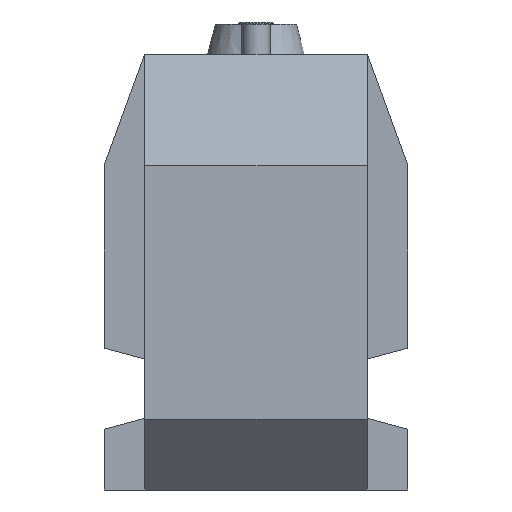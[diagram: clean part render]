
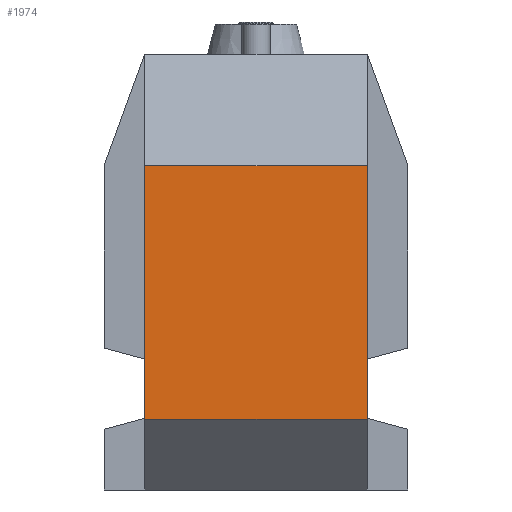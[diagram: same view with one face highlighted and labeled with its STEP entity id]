
A CAD part, left-side view. The second image highlights one B-rep face of the part: STEP entity #1974.
In plain terms, the highlighted planar face has unit normal (-1, 0, 0).
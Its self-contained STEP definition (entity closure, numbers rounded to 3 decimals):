
#1974=ADVANCED_FACE('',(#9520),#9522,.T.);
#9520=FACE_BOUND('',#9521,.T.);
#9521=EDGE_LOOP('',(#15544,#15545,#15546,#15547));
#9522=PLANE('',#9523);
#9523=AXIS2_PLACEMENT_3D('',#9524,#9525,#9526);
#9524=CARTESIAN_POINT('',(-147.5,-75.,107.5));
#9525=DIRECTION('',(-1.,0.,0.));
#9526=DIRECTION('',(0.,1.,0.));
#15544=ORIENTED_EDGE('',*,*,#19545,.T.);
#15545=ORIENTED_EDGE('',*,*,#19606,.T.);
#15546=ORIENTED_EDGE('',*,*,#19571,.T.);
#15547=ORIENTED_EDGE('',*,*,#19607,.T.);
#19545=EDGE_CURVE('',#21839,#21837,#21840,.F.);
#19571=EDGE_CURVE('',#21886,#21884,#21887,.F.);
#19606=EDGE_CURVE('',#21837,#21886,#21942,.F.);
#19607=EDGE_CURVE('',#21884,#21839,#21943,.F.);
#21837=VERTEX_POINT('',#25916);
#21839=VERTEX_POINT('',#25920);
#21840=LINE('',#25921,#25922);
#21884=VERTEX_POINT('',#26020);
#21886=VERTEX_POINT('',#26024);
#21887=LINE('',#26025,#26026);
#21942=LINE('',#26150,#26151);
#21943=LINE('',#26153,#26154);
#25916=CARTESIAN_POINT('',(-147.5,-55.,52.5));
#25920=CARTESIAN_POINT('',(-147.5,-55.,-72.5));
#25921=CARTESIAN_POINT('',(-147.5,-55.,52.5));
#25922=VECTOR('',#25923,1.);
#25923=DIRECTION('',(0.,0.,-1.));
#26020=CARTESIAN_POINT('',(-147.5,55.,-72.5));
#26024=CARTESIAN_POINT('',(-147.5,55.,52.5));
#26025=CARTESIAN_POINT('',(-147.5,55.,-72.5));
#26026=VECTOR('',#26027,1.);
#26027=DIRECTION('',(0.,0.,1.));
#26150=CARTESIAN_POINT('',(-147.5,55.,52.5));
#26151=VECTOR('',#26152,1.);
#26152=DIRECTION('',(0.,-1.,0.));
#26153=CARTESIAN_POINT('',(-147.5,-55.,-72.5));
#26154=VECTOR('',#26155,1.);
#26155=DIRECTION('',(0.,1.,0.));
